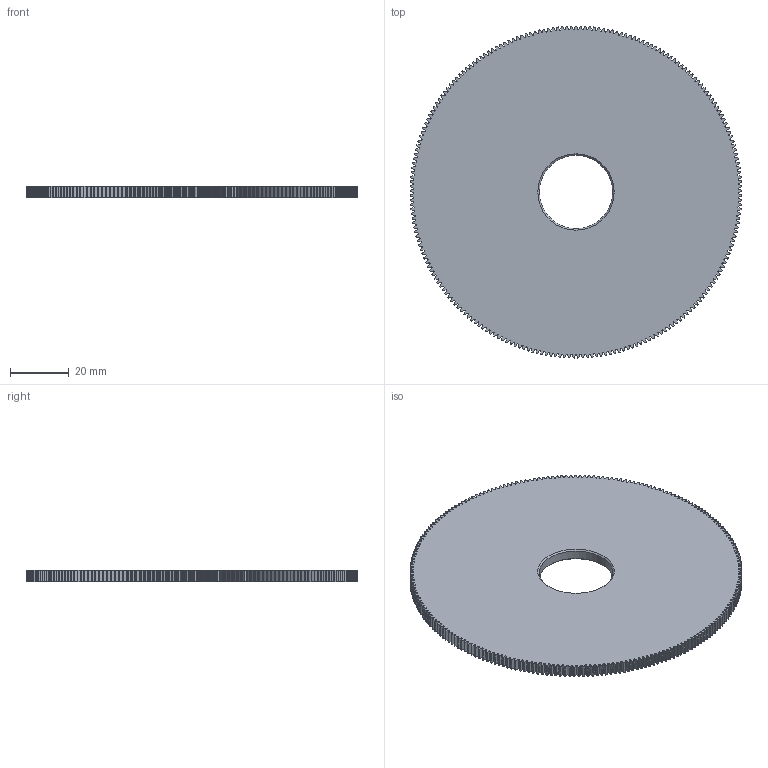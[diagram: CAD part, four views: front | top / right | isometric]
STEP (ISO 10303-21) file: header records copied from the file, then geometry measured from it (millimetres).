
FILE_DESCRIPTION(/* description */ (''),/* implementation_level */ '2;1');
FILE_NAME(/* name */ 'Spur Gear big.step',/* time_stamp */ '2025-06-01T22:34:36+02:00',/* author */ ('klawy'),/* organization */ (''),/* preprocessor_version */ 'ST-DEVELOPER v20',/* originating_system */ 'Autodesk Inventor 2025',/* authorisation */ '');
FILE_SCHEMA (('AUTOMOTIVE_DESIGN { 1 0 10303 214 3 1 1 }'));
Length unit declared in the file: millimetre
Products named in the file (1): Spur Gear2
Bounding box: 113.5 x 113.5 x 4 mm (x, y, z)
Volume: 37705.7 mm3; surface area: 21985.4 mm2
Topology: 1 solids, 1 shells, 905 faces, 2708 edges, 1805 vertices
Faces by surface type: cylinder 901, cone 2, plane 2
Full cylindrical faces by diameter (mm): 25.1 x1
Entity records: 31666 total; most frequent: DIRECTION 6325, CARTESIAN_POINT 5419, ORIENTED_EDGE 5416, AXIS2_PLACEMENT_3D 2711, EDGE_CURVE 2708, CIRCLE 1805, VERTEX_POINT 1805, EDGE_LOOP 907
